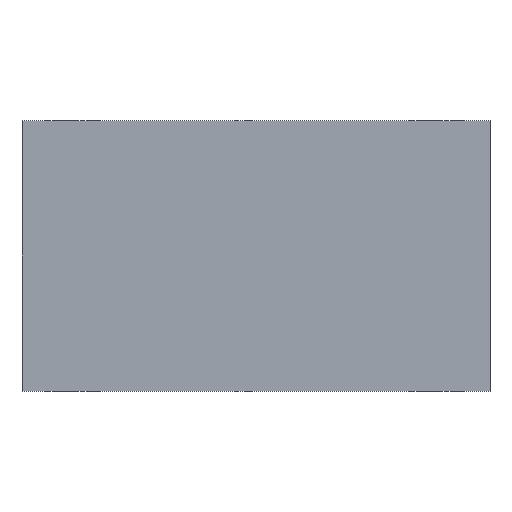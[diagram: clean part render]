
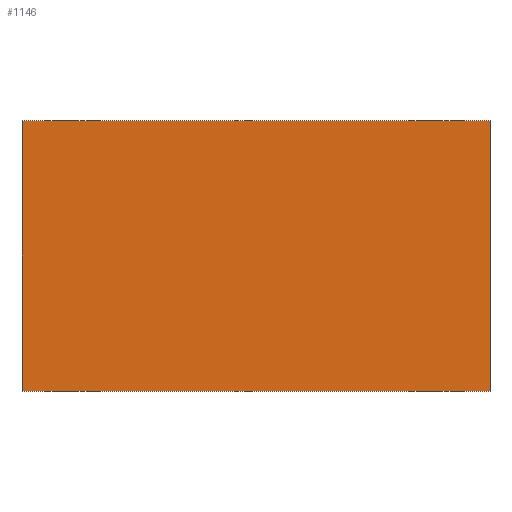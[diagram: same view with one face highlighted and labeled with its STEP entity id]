
A CAD part, front view. The second image highlights one B-rep face of the part: STEP entity #1146.
In plain terms, the highlighted planar face has unit normal (0, -1, 0).
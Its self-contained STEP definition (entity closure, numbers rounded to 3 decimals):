
#225=ORIENTED_EDGE('',*,*,#509,.T.);
#226=ORIENTED_EDGE('',*,*,#439,.F.);
#227=ORIENTED_EDGE('',*,*,#505,.F.);
#228=ORIENTED_EDGE('',*,*,#468,.T.);
#439=EDGE_CURVE('',#586,#581,#697,.T.);
#468=EDGE_CURVE('',#615,#614,#713,.T.);
#505=EDGE_CURVE('',#615,#586,#735,.T.);
#509=EDGE_CURVE('',#614,#581,#737,.T.);
#581=VERTEX_POINT('',#1770);
#586=VERTEX_POINT('',#1779);
#614=VERTEX_POINT('',#1850);
#615=VERTEX_POINT('',#1852);
#697=LINE('',#1780,#767);
#713=LINE('',#1851,#783);
#735=LINE('',#1946,#805);
#737=LINE('',#1953,#807);
#767=VECTOR('',#1394,1000.);
#783=VECTOR('',#1442,1000.);
#805=VECTOR('',#1500,1000.);
#807=VECTOR('',#1508,1000.);
#857=EDGE_LOOP('',(#225,#226,#227,#228));
#989=FACE_BOUND('',#857,.T.);
#1105=PLANE('',#1268);
#1146=ADVANCED_FACE('',(#989),#1105,.F.);
#1268=AXIS2_PLACEMENT_3D('',#1954,#1509,#1510);
#1394=DIRECTION('',(0.,0.,-1.));
#1442=DIRECTION('',(0.,0.,-1.));
#1500=DIRECTION('',(1.,0.,0.));
#1508=DIRECTION('',(1.,0.,0.));
#1509=DIRECTION('',(0.,1.,0.));
#1510=DIRECTION('',(0.,0.,1.));
#1770=CARTESIAN_POINT('',(22.5,0.,-13.));
#1779=CARTESIAN_POINT('',(22.5,0.,13.));
#1780=CARTESIAN_POINT('',(22.5,0.,13.));
#1850=CARTESIAN_POINT('',(-22.5,0.,-13.));
#1851=CARTESIAN_POINT('',(-22.5,0.,13.));
#1852=CARTESIAN_POINT('',(-22.5,0.,13.));
#1946=CARTESIAN_POINT('',(-22.5,0.,13.));
#1953=CARTESIAN_POINT('',(-22.5,0.,-13.));
#1954=CARTESIAN_POINT('',(-22.5,0.,13.));
